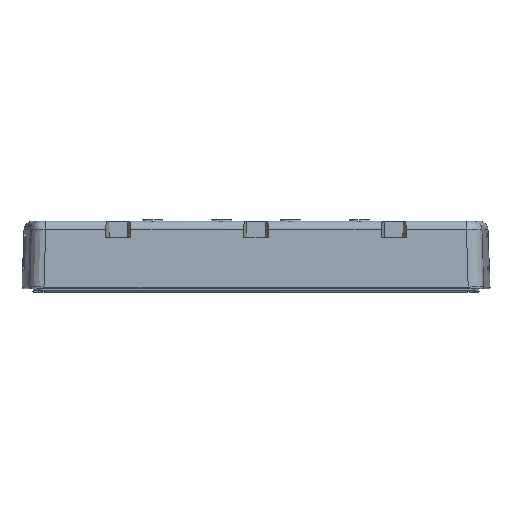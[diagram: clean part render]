
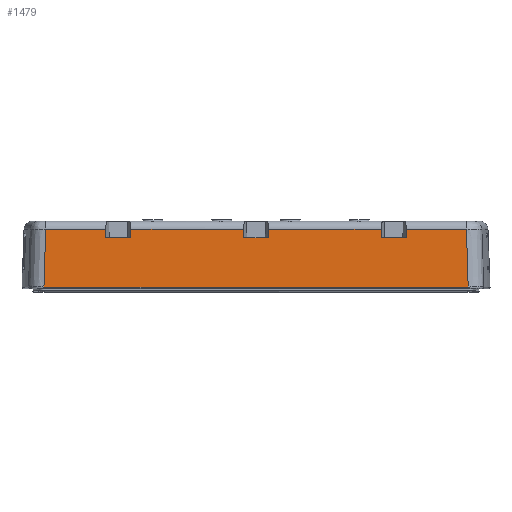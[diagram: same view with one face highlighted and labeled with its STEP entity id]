
A CAD part, front view. The second image highlights one B-rep face of the part: STEP entity #1479.
In plain terms, the highlighted planar face has unit normal (0, -0.999, 0.035).
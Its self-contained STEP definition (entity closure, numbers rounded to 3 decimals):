
#852=FACE_OUTER_BOUND('',#2758,.T.);
#1479=ADVANCED_FACE('',(#852),#1962,.T.);
#1962=PLANE('',#11783);
#2758=EDGE_LOOP('',(#7003,#7004,#7005,#7006,#7007,#7008,#7009,#7010,#7011,
#7012,#7013,#7014,#7015,#7016,#7017,#7018));
#3762=LINE('',#19464,#4711);
#3766=LINE('',#19473,#4715);
#3770=LINE('',#19482,#4719);
#3774=LINE('',#19500,#4723);
#3775=LINE('',#19510,#4724);
#3776=LINE('',#19512,#4725);
#3777=LINE('',#19513,#4726);
#3778=LINE('',#19515,#4727);
#3779=LINE('',#19517,#4728);
#3780=LINE('',#19518,#4729);
#3781=LINE('',#19520,#4730);
#3782=LINE('',#19522,#4731);
#3783=LINE('',#19523,#4732);
#3784=LINE('',#19525,#4733);
#4711=VECTOR('',#13720,1.);
#4715=VECTOR('',#13726,1.);
#4719=VECTOR('',#13732,1.);
#4723=VECTOR('',#13738,1.);
#4724=VECTOR('',#13739,1.);
#4725=VECTOR('',#13740,1.);
#4726=VECTOR('',#13741,1.);
#4727=VECTOR('',#13742,1.);
#4728=VECTOR('',#13743,1.);
#4729=VECTOR('',#13744,1.);
#4730=VECTOR('',#13745,1.);
#4731=VECTOR('',#13746,1.);
#4732=VECTOR('',#13747,1.);
#4733=VECTOR('',#13748,1.);
#7003=ORIENTED_EDGE('',*,*,#10383,.T.);
#7004=ORIENTED_EDGE('',*,*,#10384,.T.);
#7005=ORIENTED_EDGE('',*,*,#10385,.T.);
#7006=ORIENTED_EDGE('',*,*,#10386,.T.);
#7007=ORIENTED_EDGE('',*,*,#10387,.F.);
#7008=ORIENTED_EDGE('',*,*,#10371,.T.);
#7009=ORIENTED_EDGE('',*,*,#10388,.F.);
#7010=ORIENTED_EDGE('',*,*,#10389,.T.);
#7011=ORIENTED_EDGE('',*,*,#10390,.T.);
#7012=ORIENTED_EDGE('',*,*,#10375,.F.);
#7013=ORIENTED_EDGE('',*,*,#10391,.T.);
#7014=ORIENTED_EDGE('',*,*,#10392,.T.);
#7015=ORIENTED_EDGE('',*,*,#10393,.T.);
#7016=ORIENTED_EDGE('',*,*,#10379,.F.);
#7017=ORIENTED_EDGE('',*,*,#10394,.T.);
#7018=ORIENTED_EDGE('',*,*,#10395,.T.);
#8959=VERTEX_POINT('',#19465);
#8960=VERTEX_POINT('',#19466);
#8963=VERTEX_POINT('',#19474);
#8964=VERTEX_POINT('',#19475);
#8967=VERTEX_POINT('',#19483);
#8968=VERTEX_POINT('',#19484);
#8971=VERTEX_POINT('',#19498);
#8972=VERTEX_POINT('',#19499);
#8973=VERTEX_POINT('',#19501);
#8974=VERTEX_POINT('',#19509);
#8975=VERTEX_POINT('',#19511);
#8976=VERTEX_POINT('',#19514);
#8977=VERTEX_POINT('',#19516);
#8978=VERTEX_POINT('',#19519);
#8979=VERTEX_POINT('',#19521);
#8980=VERTEX_POINT('',#19524);
#10371=EDGE_CURVE('',#8959,#8960,#3762,.T.);
#10375=EDGE_CURVE('',#8963,#8964,#3766,.T.);
#10379=EDGE_CURVE('',#8967,#8968,#3770,.T.);
#10383=EDGE_CURVE('',#8971,#8972,#11142,.T.);
#10384=EDGE_CURVE('',#8972,#8973,#3774,.T.);
#10385=EDGE_CURVE('',#8973,#8974,#11143,.T.);
#10386=EDGE_CURVE('',#8974,#8975,#3775,.T.);
#10387=EDGE_CURVE('',#8959,#8975,#3776,.T.);
#10388=EDGE_CURVE('',#8976,#8960,#3777,.T.);
#10389=EDGE_CURVE('',#8976,#8977,#3778,.T.);
#10390=EDGE_CURVE('',#8977,#8964,#3779,.T.);
#10391=EDGE_CURVE('',#8963,#8978,#3780,.T.);
#10392=EDGE_CURVE('',#8978,#8979,#3781,.T.);
#10393=EDGE_CURVE('',#8979,#8968,#3782,.T.);
#10394=EDGE_CURVE('',#8967,#8980,#3783,.T.);
#10395=EDGE_CURVE('',#8980,#8971,#3784,.T.);
#11142=B_SPLINE_CURVE_WITH_KNOTS('',3,(#19491,#19492,#19493,#19494,#19495,
#19496,#19497),.UNSPECIFIED.,.F.,.F.,(4,3,4),(0.,0.478,1.),
 .UNSPECIFIED.);
#11143=B_SPLINE_CURVE_WITH_KNOTS('',3,(#19502,#19503,#19504,#19505,#19506,
#19507,#19508),.UNSPECIFIED.,.F.,.F.,(4,3,4),(0.,0.522,1.),
 .UNSPECIFIED.);
#11783=AXIS2_PLACEMENT_3D('',#19526,#13749,#13750);
#13720=DIRECTION('',(-1.,0.,0.));
#13726=DIRECTION('',(1.,0.,0.));
#13732=DIRECTION('',(1.,0.,0.));
#13738=DIRECTION('',(1.,0.,0.));
#13739=DIRECTION('',(-1.,0.,0.));
#13740=DIRECTION('',(0.027,0.035,0.999));
#13741=DIRECTION('',(0.027,-0.035,-0.999));
#13742=DIRECTION('',(-1.,0.,0.));
#13743=DIRECTION('',(-0.027,-0.035,-0.999));
#13744=DIRECTION('',(-0.027,0.035,0.999));
#13745=DIRECTION('',(-1.,0.,0.));
#13746=DIRECTION('',(-0.027,-0.035,-0.999));
#13747=DIRECTION('',(-0.027,0.035,0.999));
#13748=DIRECTION('',(-1.,0.,0.));
#13749=DIRECTION('',(0.,-0.999,0.035));
#13750=DIRECTION('',(0.,-0.035,-0.999));
#19464=CARTESIAN_POINT('',(39.923,-31.42,16.6));
#19465=CARTESIAN_POINT('',(15.287,-31.42,16.6));
#19466=CARTESIAN_POINT('',(7.213,-31.42,16.6));
#19473=CARTESIAN_POINT('',(39.923,-31.42,16.6));
#19474=CARTESIAN_POINT('',(-37.787,-31.42,16.6));
#19475=CARTESIAN_POINT('',(-29.713,-31.42,16.6));
#19482=CARTESIAN_POINT('',(39.923,-31.42,16.6));
#19483=CARTESIAN_POINT('',(-82.787,-31.42,16.6));
#19484=CARTESIAN_POINT('',(-74.713,-31.42,16.6));
#19491=CARTESIAN_POINT('',(-102.491,-31.323,19.394));
#19492=CARTESIAN_POINT('',(-102.581,-31.428,16.389));
#19493=CARTESIAN_POINT('',(-102.671,-31.533,13.383));
#19494=CARTESIAN_POINT('',(-102.761,-31.638,10.377));
#19495=CARTESIAN_POINT('',(-102.859,-31.752,7.091));
#19496=CARTESIAN_POINT('',(-102.958,-31.867,3.804));
#19497=CARTESIAN_POINT('',(-103.056,-31.982,0.517));
#19498=CARTESIAN_POINT('',(-102.491,-31.323,19.394));
#19499=CARTESIAN_POINT('',(-103.056,-31.982,0.517));
#19500=CARTESIAN_POINT('',(39.923,-31.982,0.517));
#19501=CARTESIAN_POINT('',(35.586,-31.982,0.517));
#19502=CARTESIAN_POINT('',(35.586,-31.982,0.517));
#19503=CARTESIAN_POINT('',(35.487,-31.867,3.804));
#19504=CARTESIAN_POINT('',(35.389,-31.752,7.09));
#19505=CARTESIAN_POINT('',(35.29,-31.638,10.376));
#19506=CARTESIAN_POINT('',(35.2,-31.533,13.382));
#19507=CARTESIAN_POINT('',(35.109,-31.428,16.388));
#19508=CARTESIAN_POINT('',(35.019,-31.323,19.394));
#19509=CARTESIAN_POINT('',(35.019,-31.323,19.394));
#19510=CARTESIAN_POINT('',(39.923,-31.323,19.394));
#19511=CARTESIAN_POINT('',(15.362,-31.323,19.394));
#19512=CARTESIAN_POINT('',(14.86,-31.977,0.671));
#19513=CARTESIAN_POINT('',(7.681,-32.03,-0.863));
#19514=CARTESIAN_POINT('',(7.138,-31.323,19.394));
#19515=CARTESIAN_POINT('',(39.923,-31.323,19.394));
#19516=CARTESIAN_POINT('',(-29.638,-31.323,19.394));
#19517=CARTESIAN_POINT('',(-30.108,-31.935,1.874));
#19518=CARTESIAN_POINT('',(-37.287,-32.072,-2.066));
#19519=CARTESIAN_POINT('',(-37.862,-31.323,19.394));
#19520=CARTESIAN_POINT('',(39.923,-31.323,19.394));
#19521=CARTESIAN_POINT('',(-74.638,-31.323,19.394));
#19522=CARTESIAN_POINT('',(-75.075,-31.893,3.078));
#19523=CARTESIAN_POINT('',(-82.255,-32.114,-3.27));
#19524=CARTESIAN_POINT('',(-82.862,-31.323,19.394));
#19525=CARTESIAN_POINT('',(39.923,-31.323,19.394));
#19526=CARTESIAN_POINT('',(39.923,-32.,0.));
